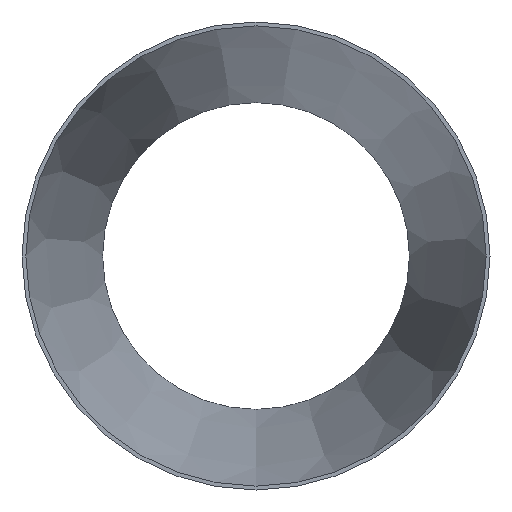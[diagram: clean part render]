
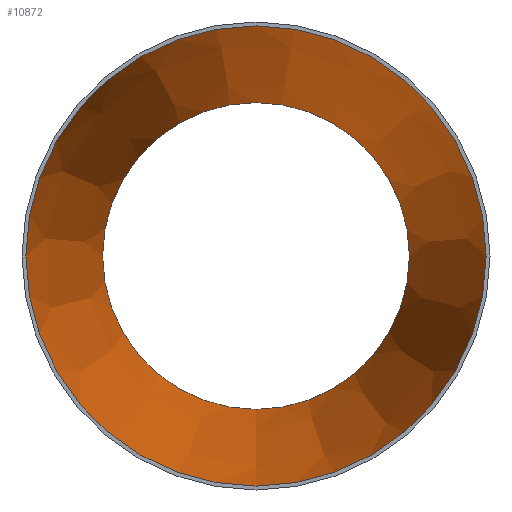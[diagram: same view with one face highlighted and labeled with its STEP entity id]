
A CAD part, front view. The second image highlights one B-rep face of the part: STEP entity #10872.
In plain terms, the highlighted conical face has half-angle 9.462 degrees and reference radius 149.965 mm.
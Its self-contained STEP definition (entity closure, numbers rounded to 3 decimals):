
#4295 = FACE_BOUND ( 'NONE', #8733, .T. ) ;
#4806 = DIRECTION ( 'NONE',  ( 0., -1., 0. ) ) ;
#5597 = CIRCLE ( 'NONE', #13421, 149.966 ) ;
#5817 = EDGE_LOOP ( 'NONE', ( #19263 ) ) ;
#7760 = DIRECTION ( 'NONE',  ( 0., 0., -1. ) ) ;
#8178 = FACE_OUTER_BOUND ( 'NONE', #5817, .T. ) ;
#8733 = EDGE_LOOP ( 'NONE', ( #22876 ) ) ;
#10872 = ADVANCED_FACE ( 'NONE', ( #4295, #8178 ), #12797, .F. ) ;
#10911 = CARTESIAN_POINT ( 'NONE',  ( 0., 0., 0. ) ) ;
#11601 = VERTEX_POINT ( 'NONE', #24281 ) ;
#12797 = CONICAL_SURFACE ( 'NONE', #25228, 149.966, 0.165 ) ;
#13421 = AXIS2_PLACEMENT_3D ( 'NONE', #16028, #4806, #24818 ) ;
#16028 = CARTESIAN_POINT ( 'NONE',  ( 0., 0., 0. ) ) ;
#16143 = EDGE_CURVE ( 'NONE', #26445, #26445, #19889, .T. ) ;
#18114 = EDGE_CURVE ( 'NONE', #11601, #11601, #5597, .T. ) ;
#19263 = ORIENTED_EDGE ( 'NONE', *, *, #18114, .T. ) ;
#19714 = DIRECTION ( 'NONE',  ( 0., 0., -1. ) ) ;
#19889 = CIRCLE ( 'NONE', #24022, 99.966 ) ;
#22876 = ORIENTED_EDGE ( 'NONE', *, *, #16143, .F. ) ;
#24022 = AXIS2_PLACEMENT_3D ( 'NONE', #27485, #27778, #7760 ) ;
#24281 = CARTESIAN_POINT ( 'NONE',  ( 0., 0., -149.966 ) ) ;
#24424 = CARTESIAN_POINT ( 'NONE',  ( 0., 300., -99.966 ) ) ;
#24818 = DIRECTION ( 'NONE',  ( 0., 0., -1. ) ) ;
#25228 = AXIS2_PLACEMENT_3D ( 'NONE', #10911, #26044, #19714 ) ;
#26044 = DIRECTION ( 'NONE',  ( 0., -1., 0. ) ) ;
#26445 = VERTEX_POINT ( 'NONE', #24424 ) ;
#27485 = CARTESIAN_POINT ( 'NONE',  ( 0., 300., 0. ) ) ;
#27778 = DIRECTION ( 'NONE',  ( 0., -1., 0. ) ) ;
